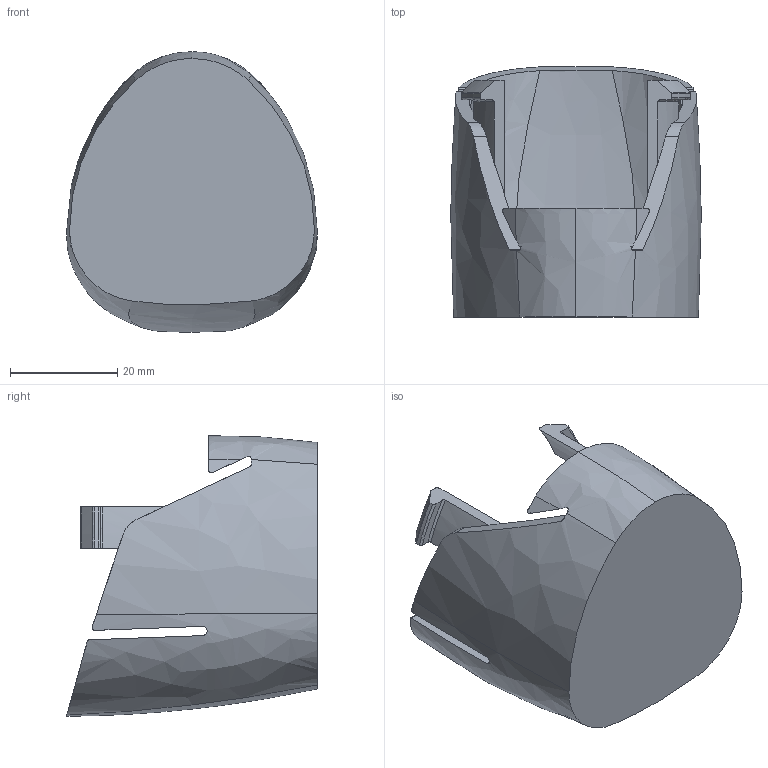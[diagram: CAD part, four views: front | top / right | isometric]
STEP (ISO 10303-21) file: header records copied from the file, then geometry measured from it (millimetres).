
FILE_DESCRIPTION(/* description */ (''),/* implementation_level */ '2;1');
FILE_NAME(/* name */ 'Milwaukee M12 drill battery - case.step',/* time_stamp */ '2025-11-18T10:55:37-05:00',/* author */ (''),/* organization */ (''),/* preprocessor_version */ 'ST-DEVELOPER v20.1',/* originating_system */ 'Autodesk Translation Framework v14.21.0.0',/* authorisation */ '');
FILE_SCHEMA (('AUTOMOTIVE_DESIGN { 1 0 10303 214 3 1 1 }'));
Length unit declared in the file: inch
Products named in the file (1): Milwalukee M12 drill battery - case 8-30-18
Bounding box: 46.74 x 46.86 x 52.42 mm (x, y, z)
Volume: 17259.5 mm3; surface area: 14457.4 mm2
Topology: 1 solids, 1 shells, 76 faces, 222 edges, 148 vertices
Faces by surface type: plane 24, cylinder 20, bspline 20, torus 10, cone 2
Entity records: 5809 total; most frequent: CARTESIAN_POINT 4047, ORIENTED_EDGE 444, DIRECTION 238, EDGE_CURVE 222, VERTEX_POINT 148, B_SPLINE_CURVE_WITH_KNOTS 130, AXIS2_PLACEMENT_3D 91, FACE_OUTER_BOUND 76
